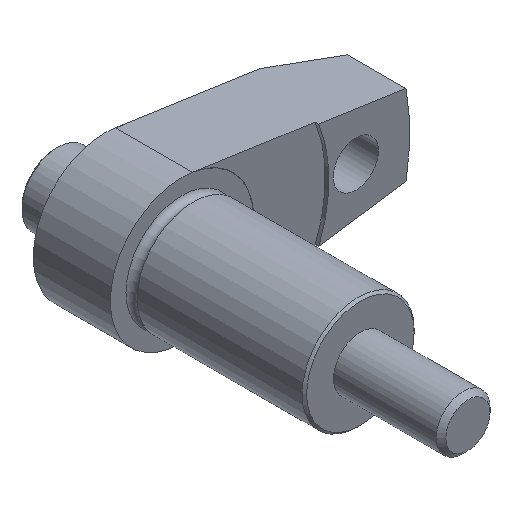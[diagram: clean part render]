
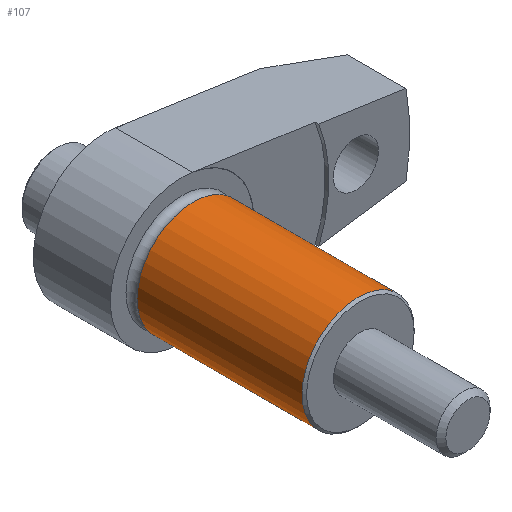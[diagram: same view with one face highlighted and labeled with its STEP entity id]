
A CAD part, isometric view. The second image highlights one B-rep face of the part: STEP entity #107.
In plain terms, the highlighted cylindrical face has radius 12.5 mm (diameter 25 mm), a full revolution.
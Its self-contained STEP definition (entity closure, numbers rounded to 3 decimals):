
#107 = ADVANCED_FACE( '', ( #223, #224 ), #225, .T. );
#223 = FACE_OUTER_BOUND( '', #340, .T. );
#224 = FACE_OUTER_BOUND( '', #341, .T. );
#225 = CYLINDRICAL_SURFACE( '', #342, 12.5 );
#340 = EDGE_LOOP( '', ( #566 ) );
#341 = EDGE_LOOP( '', ( #567 ) );
#342 = AXIS2_PLACEMENT_3D( '', #568, #569, #570 );
#566 = ORIENTED_EDGE( '', *, *, #662, .F. );
#567 = ORIENTED_EDGE( '', *, *, #643, .T. );
#568 = CARTESIAN_POINT( '', ( 0., 29., 0. ) );
#569 = DIRECTION( '', ( 0., -1., 0. ) );
#570 = DIRECTION( '', ( 0., 0., 1. ) );
#643 = EDGE_CURVE( '', #760, #760, #761, .T. );
#662 = EDGE_CURVE( '', #789, #789, #790, .T. );
#760 = VERTEX_POINT( '', #954 );
#761 = CIRCLE( '', #955, 12.5 );
#789 = VERTEX_POINT( '', #992 );
#790 = CIRCLE( '', #993, 12.5 );
#954 = CARTESIAN_POINT( '', ( 0., -38.5, 12.5 ) );
#955 = AXIS2_PLACEMENT_3D( '', #1087, #1088, #1089 );
#992 = CARTESIAN_POINT( '', ( 0., -1.7, 12.5 ) );
#993 = AXIS2_PLACEMENT_3D( '', #1111, #1112, #1113 );
#1087 = CARTESIAN_POINT( '', ( 0., -38.5, 0. ) );
#1088 = DIRECTION( '', ( 0., 1., 0. ) );
#1089 = DIRECTION( '', ( 0., 0., 1. ) );
#1111 = CARTESIAN_POINT( '', ( 0., -1.7, 0. ) );
#1112 = DIRECTION( '', ( 0., 1., 0. ) );
#1113 = DIRECTION( '', ( 0., 0., 1. ) );
